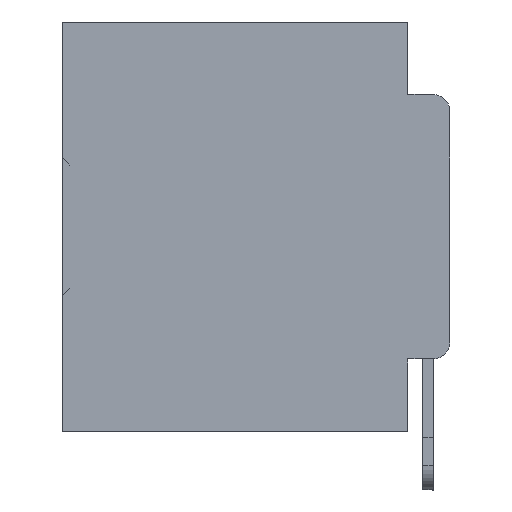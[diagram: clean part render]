
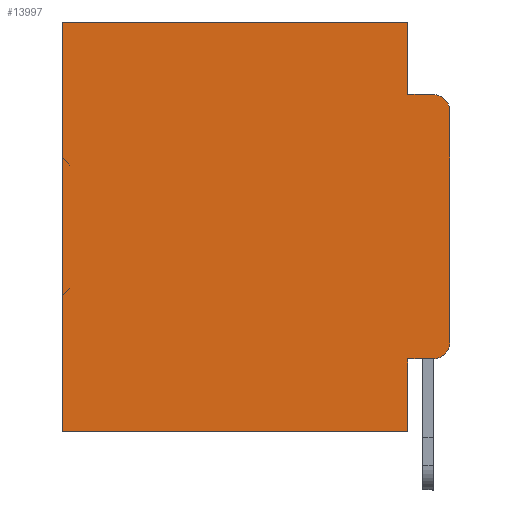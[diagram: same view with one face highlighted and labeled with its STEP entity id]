
A CAD part, left-side view. The second image highlights one B-rep face of the part: STEP entity #13997.
In plain terms, the highlighted planar face has unit normal (-1, 0, 0).
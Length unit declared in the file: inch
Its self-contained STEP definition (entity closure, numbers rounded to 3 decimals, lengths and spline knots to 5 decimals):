
#1450 = ORIENTED_EDGE ( 'NONE', *, *, #36188, .F. ) ;
#1938 = FACE_OUTER_BOUND ( 'NONE', #22310, .T. ) ;
#2854 = CARTESIAN_POINT ( 'NONE',  ( 0.298, 0.051, -0.5 ) ) ;
#3154 = CARTESIAN_POINT ( 'NONE',  ( 0.298, 0.051, 0. ) ) ;
#3953 = EDGE_CURVE ( 'NONE', #11065, #24454, #9825, .T. ) ;
#4921 = EDGE_CURVE ( 'NONE', #36581, #16906, #36028, .T. ) ;
#5184 = LINE ( 'NONE', #22555, #9400 ) ;
#5390 = EDGE_CURVE ( 'NONE', #16359, #32280, #21408, .T. ) ;
#5612 = EDGE_CURVE ( 'NONE', #36581, #22734, #29176, .T. ) ;
#5681 = CARTESIAN_POINT ( 'NONE',  ( 0.298, 0., -0.1085 ) ) ;
#6341 = CARTESIAN_POINT ( 'NONE',  ( 0.298, 0.02, -0.0885 ) ) ;
#6615 = DIRECTION ( 'NONE',  ( 0., -1., 0. ) ) ;
#6701 = DIRECTION ( 'NONE',  ( 0., 0., -1. ) ) ;
#6844 = EDGE_CURVE ( 'NONE', #11802, #30870, #14374, .T. ) ;
#7404 = VECTOR ( 'NONE', #16066, 39.37008 ) ;
#7423 = DIRECTION ( 'NONE',  ( -1., 0., 0. ) ) ;
#7662 = VERTEX_POINT ( 'NONE', #17364 ) ;
#7790 = VECTOR ( 'NONE', #23094, 39.37008 ) ;
#7855 = AXIS2_PLACEMENT_3D ( 'NONE', #31326, #7423, #22461 ) ;
#8054 = CARTESIAN_POINT ( 'NONE',  ( 0.298, 0., 0. ) ) ;
#9096 = CARTESIAN_POINT ( 'NONE',  ( 0.298, 0., -0.3915 ) ) ;
#9400 = VECTOR ( 'NONE', #28513, 39.37008 ) ;
#9825 = CIRCLE ( 'NONE', #31982, 0.02 ) ;
#10279 = CARTESIAN_POINT ( 'NONE',  ( 0.298, 0.473, 0. ) ) ;
#10790 = CARTESIAN_POINT ( 'NONE',  ( 0.298, 0.473, -0.5 ) ) ;
#11065 = VERTEX_POINT ( 'NONE', #26902 ) ;
#11802 = VERTEX_POINT ( 'NONE', #2854 ) ;
#12030 = CARTESIAN_POINT ( 'NONE',  ( 0.298, 0., -0.5 ) ) ;
#12591 = LINE ( 'NONE', #33047, #23927 ) ;
#12751 = CARTESIAN_POINT ( 'NONE',  ( 0.298, 0.051, -0.0885 ) ) ;
#13284 = DIRECTION ( 'NONE',  ( -1., 0., 0. ) ) ;
#13521 = EDGE_CURVE ( 'NONE', #22734, #32280, #12591, .T. ) ;
#13997 = ADVANCED_FACE ( 'NONE', ( #1938 ), #22753, .F. ) ;
#14035 = ORIENTED_EDGE ( 'NONE', *, *, #6844, .F. ) ;
#14053 = VECTOR ( 'NONE', #6701, 39.37008 ) ;
#14374 = LINE ( 'NONE', #12030, #15473 ) ;
#14533 = ORIENTED_EDGE ( 'NONE', *, *, #5390, .T. ) ;
#15473 = VECTOR ( 'NONE', #29589, 39.37008 ) ;
#16066 = DIRECTION ( 'NONE',  ( 0., -1., 0. ) ) ;
#16334 = ORIENTED_EDGE ( 'NONE', *, *, #5612, .F. ) ;
#16359 = VERTEX_POINT ( 'NONE', #5681 ) ;
#16906 = VERTEX_POINT ( 'NONE', #10279 ) ;
#17364 = CARTESIAN_POINT ( 'NONE',  ( 0.298, 0.051, -0.4115 ) ) ;
#17443 = DIRECTION ( 'NONE',  ( 0., 0., -1. ) ) ;
#18456 = VECTOR ( 'NONE', #22123, 39.37008 ) ;
#21408 = CIRCLE ( 'NONE', #7855, 0.02 ) ;
#21491 = VECTOR ( 'NONE', #17443, 39.37008 ) ;
#22123 = DIRECTION ( 'NONE',  ( 0., 1., 0. ) ) ;
#22310 = EDGE_LOOP ( 'NONE', ( #1450, #14533, #28361, #16334, #32590, #36527, #14035, #24145, #26957, #27905 ) ) ;
#22461 = DIRECTION ( 'NONE',  ( 0., 0., -1. ) ) ;
#22555 = CARTESIAN_POINT ( 'NONE',  ( 0.298, 0.473, 0. ) ) ;
#22734 = VERTEX_POINT ( 'NONE', #12751 ) ;
#22753 = PLANE ( 'NONE',  #31940 ) ;
#23094 = DIRECTION ( 'NONE',  ( 0., 0., -1. ) ) ;
#23927 = VECTOR ( 'NONE', #6615, 39.37008 ) ;
#24145 = ORIENTED_EDGE ( 'NONE', *, *, #26244, .F. ) ;
#24343 = LINE ( 'NONE', #24531, #7404 ) ;
#24454 = VERTEX_POINT ( 'NONE', #9096 ) ;
#24531 = CARTESIAN_POINT ( 'NONE',  ( 0.298, 0.051, -0.4115 ) ) ;
#25251 = CARTESIAN_POINT ( 'NONE',  ( 0.298, 0., 0. ) ) ;
#26244 = EDGE_CURVE ( 'NONE', #7662, #11802, #27323, .T. ) ;
#26902 = CARTESIAN_POINT ( 'NONE',  ( 0.298, 0.02, -0.4115 ) ) ;
#26957 = ORIENTED_EDGE ( 'NONE', *, *, #28328, .T. ) ;
#27323 = LINE ( 'NONE', #30405, #14053 ) ;
#27905 = ORIENTED_EDGE ( 'NONE', *, *, #3953, .T. ) ;
#28328 = EDGE_CURVE ( 'NONE', #7662, #11065, #24343, .T. ) ;
#28338 = DIRECTION ( 'NONE',  ( 0., 0., -1. ) ) ;
#28361 = ORIENTED_EDGE ( 'NONE', *, *, #13521, .F. ) ;
#28513 = DIRECTION ( 'NONE',  ( 0., 0., -1. ) ) ;
#29176 = LINE ( 'NONE', #3154, #21491 ) ;
#29589 = DIRECTION ( 'NONE',  ( 0., 1., 0. ) ) ;
#29763 = CARTESIAN_POINT ( 'NONE',  ( 0.298, 0.051, 0. ) ) ;
#30405 = CARTESIAN_POINT ( 'NONE',  ( 0.298, 0.051, 0. ) ) ;
#30840 = DIRECTION ( 'NONE',  ( 1., 0., 0. ) ) ;
#30870 = VERTEX_POINT ( 'NONE', #10790 ) ;
#30881 = EDGE_CURVE ( 'NONE', #16906, #30870, #5184, .T. ) ;
#31326 = CARTESIAN_POINT ( 'NONE',  ( 0.298, 0.02, -0.1085 ) ) ;
#31940 = AXIS2_PLACEMENT_3D ( 'NONE', #25251, #30840, #28338 ) ;
#31964 = LINE ( 'NONE', #8054, #7790 ) ;
#31982 = AXIS2_PLACEMENT_3D ( 'NONE', #36254, #13284, #36622 ) ;
#32280 = VERTEX_POINT ( 'NONE', #6341 ) ;
#32590 = ORIENTED_EDGE ( 'NONE', *, *, #4921, .T. ) ;
#33047 = CARTESIAN_POINT ( 'NONE',  ( 0.298, 0.051, -0.0885 ) ) ;
#33503 = CARTESIAN_POINT ( 'NONE',  ( 0.298, 0., 0. ) ) ;
#36028 = LINE ( 'NONE', #33503, #18456 ) ;
#36188 = EDGE_CURVE ( 'NONE', #16359, #24454, #31964, .T. ) ;
#36254 = CARTESIAN_POINT ( 'NONE',  ( 0.298, 0.02, -0.3915 ) ) ;
#36527 = ORIENTED_EDGE ( 'NONE', *, *, #30881, .T. ) ;
#36581 = VERTEX_POINT ( 'NONE', #29763 ) ;
#36622 = DIRECTION ( 'NONE',  ( 0., 0., -1. ) ) ;
